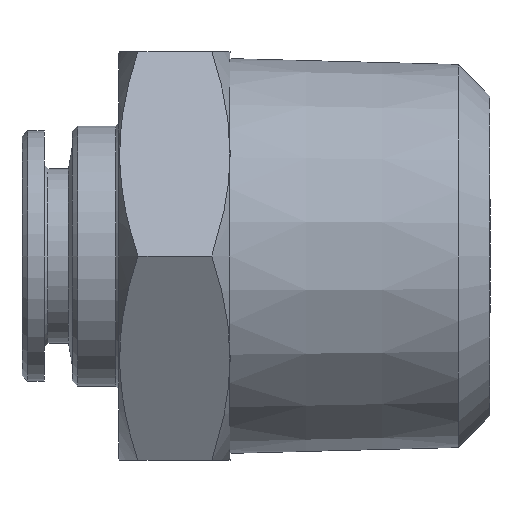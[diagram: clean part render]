
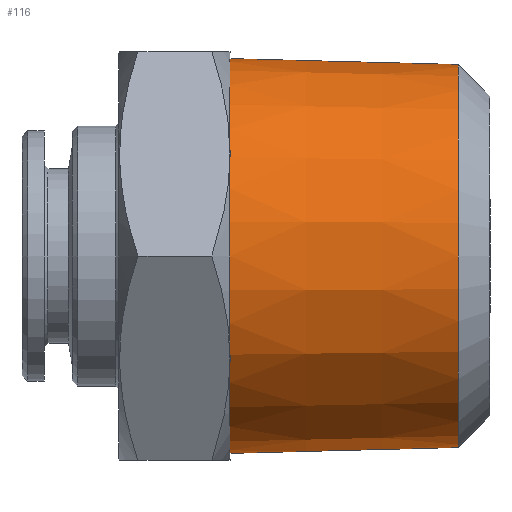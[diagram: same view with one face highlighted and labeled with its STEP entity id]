
A CAD part, left-side view. The second image highlights one B-rep face of the part: STEP entity #116.
In plain terms, the highlighted conical face has half-angle 1.47 degrees and reference radius 10.626 mm.
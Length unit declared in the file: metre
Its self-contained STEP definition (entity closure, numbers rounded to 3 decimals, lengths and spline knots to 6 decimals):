
#116 = ADVANCED_FACE( 'NONE', ( #263, #264 ), #265, .T. );
#263 = FACE_OUTER_BOUND( '', #448, .T. );
#264 = FACE_BOUND( '', #449, .T. );
#265 = CONICAL_SURFACE( '', #450, 0.010626, 0.026 );
#448 = EDGE_LOOP( '', ( #723 ) );
#449 = EDGE_LOOP( '', ( #724 ) );
#450 = AXIS2_PLACEMENT_3D( '', #725, #726, #727 );
#723 = ORIENTED_EDGE( '', *, *, #1068, .T. );
#724 = ORIENTED_EDGE( '', *, *, #1034, .F. );
#725 = CARTESIAN_POINT( '', ( 0., 0.014, 0. ) );
#726 = DIRECTION( '', ( 0., 1., 0. ) );
#727 = DIRECTION( '', ( 0., 0., 1. ) );
#1034 = EDGE_CURVE( 'NONE', #1228, #1228, #1229, .T. );
#1068 = EDGE_CURVE( 'NONE', #1281, #1281, #1282, .T. );
#1228 = VERTEX_POINT( '', #1546 );
#1229 = CIRCLE( '', #1547, 0.010311 );
#1281 = VERTEX_POINT( '', #1642 );
#1282 = CIRCLE( '', #1643, 0.010626 );
#1546 = CARTESIAN_POINT( '', ( 0., 0.0017, -0.010311 ) );
#1547 = AXIS2_PLACEMENT_3D( '', #1834, #1835, #1836 );
#1642 = CARTESIAN_POINT( '', ( 0., 0.014, -0.010626 ) );
#1643 = AXIS2_PLACEMENT_3D( '', #1876, #1877, #1878 );
#1834 = CARTESIAN_POINT( '', ( 0., 0.0017, 0. ) );
#1835 = DIRECTION( '', ( 0., -1., 0. ) );
#1836 = DIRECTION( '', ( 0., 0., -1. ) );
#1876 = CARTESIAN_POINT( '', ( 0., 0.014, 0. ) );
#1877 = DIRECTION( '', ( 0., -1., 0. ) );
#1878 = DIRECTION( '', ( 0., 0., -1. ) );
